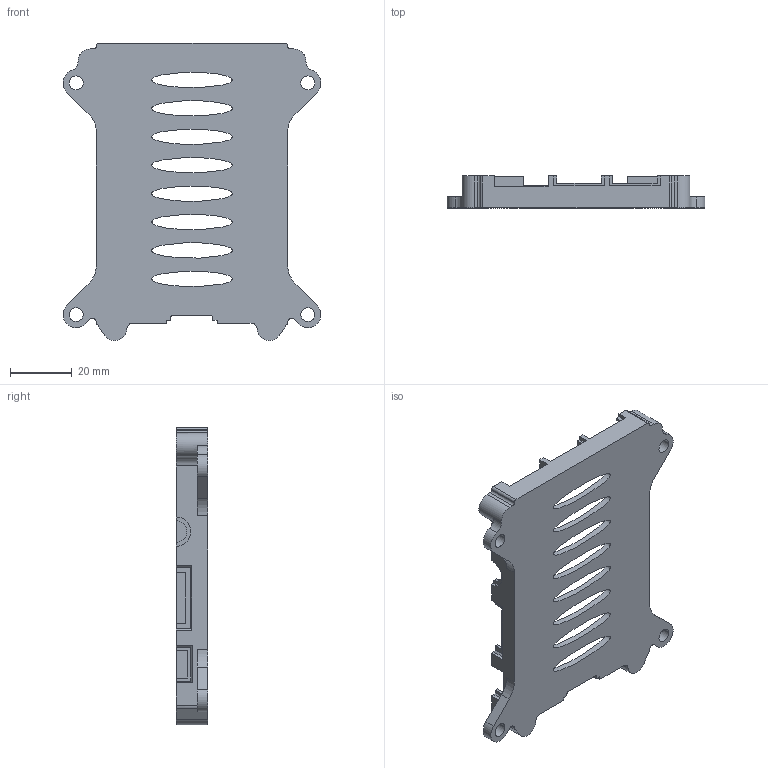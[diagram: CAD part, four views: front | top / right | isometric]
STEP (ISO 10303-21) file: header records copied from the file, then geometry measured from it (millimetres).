
FILE_DESCRIPTION((''),'2;1');
FILE_NAME('RPI3-BOTTOM','2016-10-29T',('MP'),(''),'PRO/ENGINEER BY PARAMETRIC TECHNOLOGY CORPORATION, 2012130','PRO/ENGINEER BY PARAMETRIC TECHNOLOGY CORPORATION, 2012130','');
FILE_SCHEMA(('CONFIG_CONTROL_DESIGN'));
Length unit declared in the file: millimetre
Products named in the file (1): RPI3-BOTTOM
Bounding box: 83.49 x 10.3 x 96.25 mm (x, y, z)
Volume: 16673.2 mm3; surface area: 17708.6 mm2
Topology: 1 solids, 1 shells, 198 faces, 538 edges, 354 vertices
Faces by surface type: plane 108, cylinder 66, extrusion 16, cone 8
Entity records: 6784 total; most frequent: CARTESIAN_POINT 1570, ORIENTED_EDGE 1076, DIRECTION 1062, EDGE_CURVE 538, VECTOR 378, LINE 362, VERTEX_POINT 354, AXIS2_PLACEMENT_3D 342
